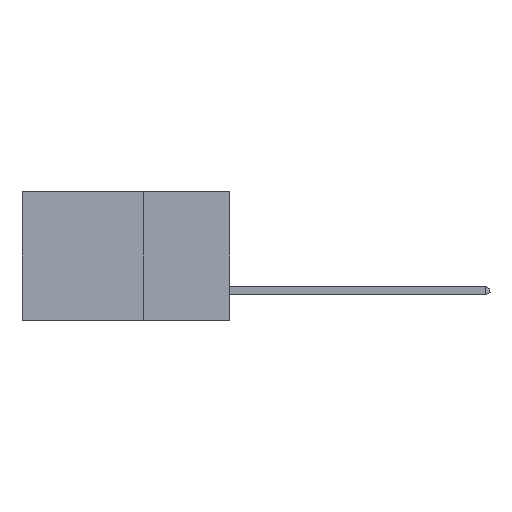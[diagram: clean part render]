
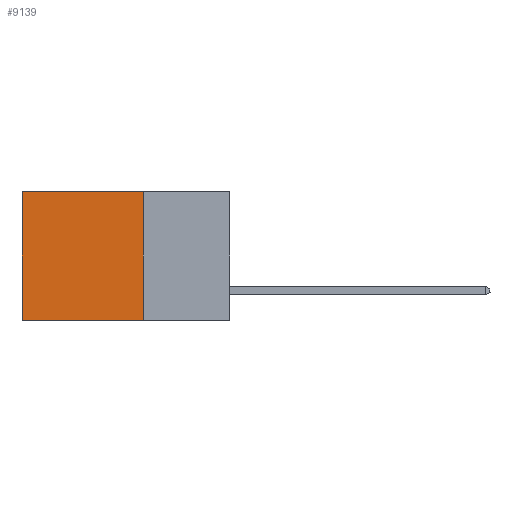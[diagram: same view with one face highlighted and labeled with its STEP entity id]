
A CAD part, left-side view. The second image highlights one B-rep face of the part: STEP entity #9139.
In plain terms, the highlighted planar face has unit normal (-1, 0, 0).
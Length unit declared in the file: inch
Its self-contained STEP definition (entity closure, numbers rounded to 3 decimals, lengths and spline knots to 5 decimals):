
#291 = CARTESIAN_POINT ( 'NONE',  ( 0.298, 0.6, 0. ) ) ;
#3258 = VERTEX_POINT ( 'NONE', #5855 ) ;
#4311 = CARTESIAN_POINT ( 'NONE',  ( 0.298, 0.6, -0.37 ) ) ;
#5006 = CARTESIAN_POINT ( 'NONE',  ( 0.298, 0.6, 0. ) ) ;
#5021 = EDGE_CURVE ( 'NONE', #3258, #14439, #23704, .T. ) ;
#5213 = EDGE_CURVE ( 'NONE', #14439, #6205, #19651, .T. ) ;
#5647 = EDGE_CURVE ( 'NONE', #19129, #6205, #6711, .T. ) ;
#5714 = CARTESIAN_POINT ( 'NONE',  ( 0.298, 0.25, 0. ) ) ;
#5792 = DIRECTION ( 'NONE',  ( 0., 0., -1. ) ) ;
#5855 = CARTESIAN_POINT ( 'NONE',  ( 0.298, 0.25, 0. ) ) ;
#6205 = VERTEX_POINT ( 'NONE', #4311 ) ;
#6258 = LINE ( 'NONE', #15892, #8882 ) ;
#6535 = DIRECTION ( 'NONE',  ( 0., 0., -1. ) ) ;
#6711 = LINE ( 'NONE', #5006, #18539 ) ;
#7505 = ORIENTED_EDGE ( 'NONE', *, *, #5021, .F. ) ;
#8093 = EDGE_LOOP ( 'NONE', ( #11286, #8121, #7505, #22166 ) ) ;
#8121 = ORIENTED_EDGE ( 'NONE', *, *, #5213, .F. ) ;
#8882 = VECTOR ( 'NONE', #15960, 39.37008 ) ;
#9139 = ADVANCED_FACE ( 'NONE', ( #23836 ), #23370, .F. ) ;
#9429 = AXIS2_PLACEMENT_3D ( 'NONE', #17669, #21298, #6535 ) ;
#11286 = ORIENTED_EDGE ( 'NONE', *, *, #5647, .T. ) ;
#14439 = VERTEX_POINT ( 'NONE', #19009 ) ;
#15386 = DIRECTION ( 'NONE',  ( 0., 1., 0. ) ) ;
#15892 = CARTESIAN_POINT ( 'NONE',  ( 0.298, 0.25, 0. ) ) ;
#15960 = DIRECTION ( 'NONE',  ( 0., 1., 0. ) ) ;
#17326 = CARTESIAN_POINT ( 'NONE',  ( 0.298, 0.25, -0.37 ) ) ;
#17669 = CARTESIAN_POINT ( 'NONE',  ( 0.298, 0.25, 0. ) ) ;
#17982 = VECTOR ( 'NONE', #5792, 39.37008 ) ;
#18539 = VECTOR ( 'NONE', #19562, 39.37008 ) ;
#19009 = CARTESIAN_POINT ( 'NONE',  ( 0.298, 0.25, -0.37 ) ) ;
#19129 = VERTEX_POINT ( 'NONE', #291 ) ;
#19562 = DIRECTION ( 'NONE',  ( 0., 0., -1. ) ) ;
#19651 = LINE ( 'NONE', #17326, #21690 ) ;
#20067 = EDGE_CURVE ( 'NONE', #3258, #19129, #6258, .T. ) ;
#21298 = DIRECTION ( 'NONE',  ( 1., 0., 0. ) ) ;
#21690 = VECTOR ( 'NONE', #15386, 39.37008 ) ;
#22166 = ORIENTED_EDGE ( 'NONE', *, *, #20067, .T. ) ;
#23370 = PLANE ( 'NONE',  #9429 ) ;
#23704 = LINE ( 'NONE', #5714, #17982 ) ;
#23836 = FACE_OUTER_BOUND ( 'NONE', #8093, .T. ) ;
